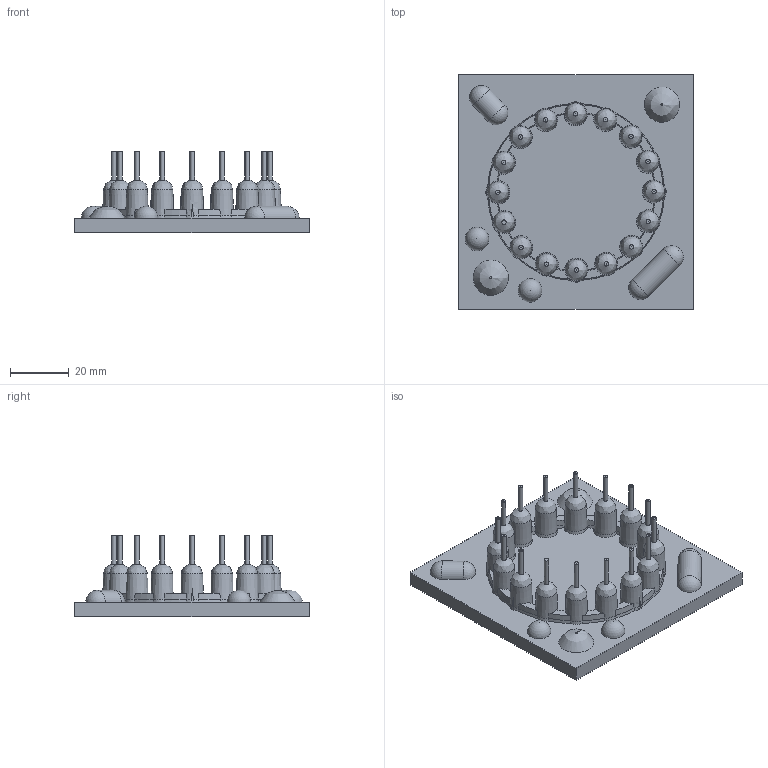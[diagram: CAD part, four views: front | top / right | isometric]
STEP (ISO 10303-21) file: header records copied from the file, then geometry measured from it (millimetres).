
FILE_DESCRIPTION(/* description */ (''),/* implementation_level */ '2;1');
FILE_NAME(/* name */ 'Stylish Belt Synth - LED Lightpipe- Inside Positive.step',/* time_stamp */ '2020-02-18T01:22:24-08:00',/* author */ (''),/* organization */ (''),/* preprocessor_version */ 'ST-DEVELOPER v18',/* originating_system */ 'Autodesk Translation Framework v8.12.0.6',/* authorisation */ '');
FILE_SCHEMA (('AUTOMOTIVE_DESIGN { 1 0 10303 214 3 1 1 }'));
Length unit declared in the file: millimetre
Products named in the file (4): Stylish Belt Synth V4 Plastic Enclosure; Molds for Molds; LED Bezel; LED Lightpipe
Assembly tree (3 placements, depth 3):
  Stylish Belt Synth V4 Plastic Enclosure
    Molds for Molds
      LED Bezel
      LED Lightpipe
Bounding box: 80 x 80 x 27.75 mm (x, y, z)
Volume: 42692.8 mm3; surface area: 19729.6 mm2
Topology: 1 solids, 1 shells, 261 faces, 644 edges, 403 vertices
Faces by surface type: cone 116, plane 80, cylinder 33, bspline 26, sphere 6
Full cylindrical faces by diameter (mm): 0.107 x15, 1.5 x16
Entity records: 8574 total; most frequent: CARTESIAN_POINT 2347, DIRECTION 1373, ORIENTED_EDGE 1280, EDGE_CURVE 640, AXIS2_PLACEMENT_3D 635, VERTEX_POINT 403, CIRCLE 380, EDGE_LOOP 283
